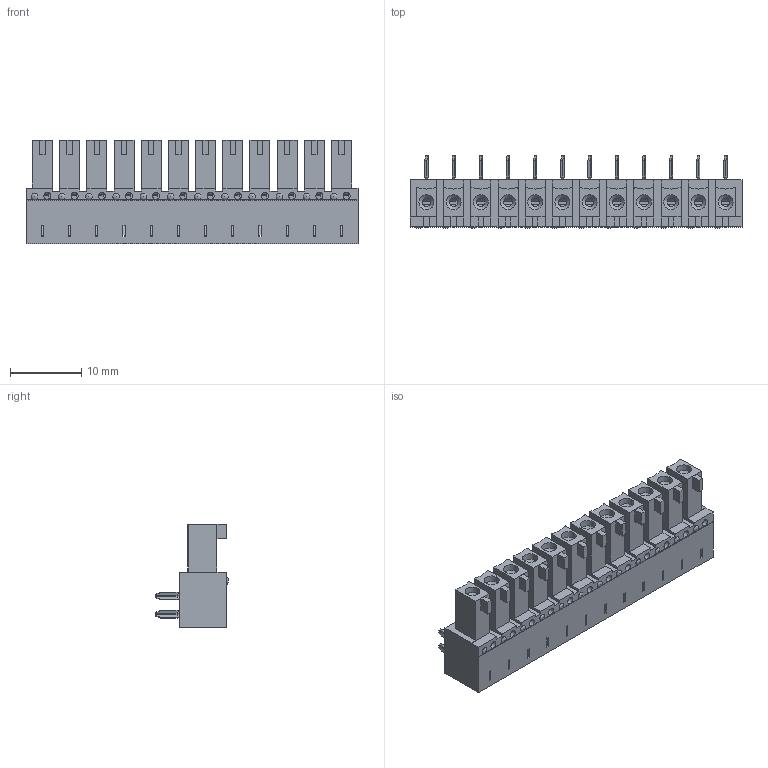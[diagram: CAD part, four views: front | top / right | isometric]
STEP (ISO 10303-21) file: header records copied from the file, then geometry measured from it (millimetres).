
FILE_DESCRIPTION( ( 'Unknown' ), '1' );
FILE_NAME( '691309310012.stp', 'Unknown', ( 'Unknown' ), ( 'Unknown' ), 'PSStep 18.0.17', 'Unknown', ' ' );
FILE_SCHEMA( ( 'AUTOMOTIVE_DESIGN { 1 0 10303 214 1 1 1 1 }' ) );
Length unit declared in the file: millimetre
Products named in the file (3): Assem1; 6913093100xx_Pin; 691307300012
Assembly tree (13 placements, depth 2):
  Assem1
    6913093100xx_Pin  x12
    691307300012
Bounding box: 46.51 x 10.2 x 14.5 mm (x, y, z)
Volume: 1921.5 mm3; surface area: 6592.2 mm2
Topology: 13 solids, 13 shells, 2110 faces, 5856 edges, 3760 vertices
Faces by surface type: plane 1628, cylinder 362, bspline 96, revolution 12, cone 12
Full cylindrical faces by diameter (mm): 1 x12, 1.2 x12, 2.1 x12
Entity records: 39495 total; most frequent: CARTESIAN_POINT 5872, ORIENTED_EDGE 5510, DIRECTION 4941, EDGE_CURVE 2755, LINE 2483, VECTOR 2483, VERTEX_POINT 1842, AXIS2_PLACEMENT_3D 1223
